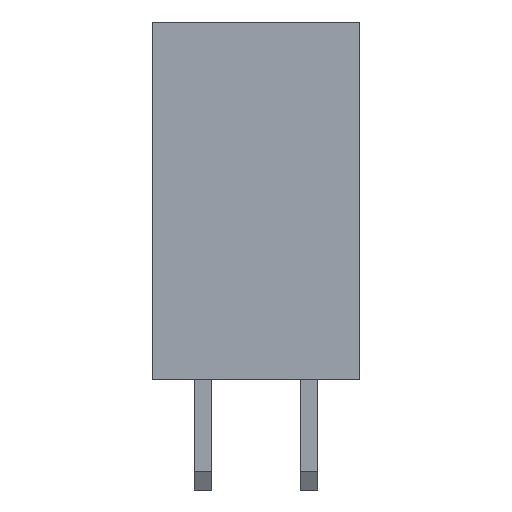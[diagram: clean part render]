
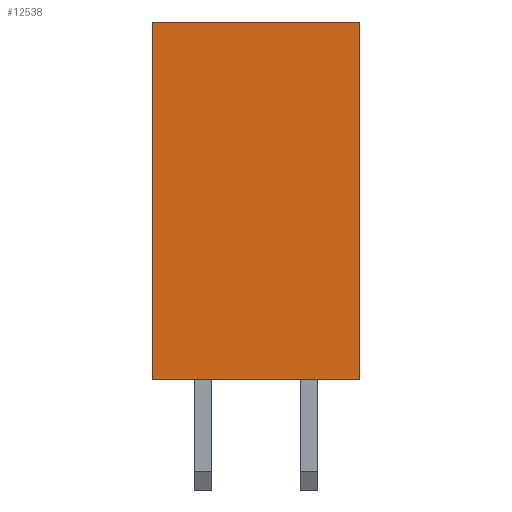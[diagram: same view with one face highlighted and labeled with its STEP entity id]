
A CAD part, left-side view. The second image highlights one B-rep face of the part: STEP entity #12538.
In plain terms, the highlighted planar face has unit normal (-1, 0, 0).
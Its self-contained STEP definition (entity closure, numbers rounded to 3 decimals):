
#428=FACE_OUTER_BOUND('',#1226,.T.);
#1226=EDGE_LOOP('',(#9343,#9344,#9345,#9346));
#1843=LINE('',#17238,#3583);
#1847=LINE('',#17247,#3587);
#2320=LINE('',#18184,#4060);
#2406=LINE('',#18347,#4146);
#3583=VECTOR('',#13965,1000.);
#3587=VECTOR('',#13971,1000.);
#4060=VECTOR('',#14716,1000.);
#4146=VECTOR('',#14908,1000.);
#5321=VERTEX_POINT('',#17235);
#5322=VERTEX_POINT('',#17237);
#5325=VERTEX_POINT('',#17244);
#5326=VERTEX_POINT('',#17246);
#6483=EDGE_CURVE('',#5321,#5322,#1843,.T.);
#6487=EDGE_CURVE('',#5326,#5325,#1847,.T.);
#6960=EDGE_CURVE('',#5326,#5321,#2320,.T.);
#7046=EDGE_CURVE('',#5325,#5322,#2406,.T.);
#9343=ORIENTED_EDGE('',*,*,#7046,.T.);
#9344=ORIENTED_EDGE('',*,*,#6483,.F.);
#9345=ORIENTED_EDGE('',*,*,#6960,.F.);
#9346=ORIENTED_EDGE('',*,*,#6487,.T.);
#11812=PLANE('',#13338);
#12538=ADVANCED_FACE('',(#428),#11812,.F.);
#13338=AXIS2_PLACEMENT_3D('',#18346,#14906,#14907);
#13965=DIRECTION('',(0.,0.,-1.));
#13971=DIRECTION('',(0.,0.,-1.));
#14716=DIRECTION('',(0.,-1.,0.));
#14906=DIRECTION('center_axis',(1.,0.,0.));
#14907=DIRECTION('ref_axis',(0.,1.,0.));
#14908=DIRECTION('',(0.,-1.,0.));
#17235=CARTESIAN_POINT('',(-23.114,-2.477,8.509));
#17237=CARTESIAN_POINT('',(-23.114,-2.477,0.));
#17238=CARTESIAN_POINT('',(-23.114,-2.477,8.509));
#17244=CARTESIAN_POINT('',(-23.114,2.477,0.));
#17246=CARTESIAN_POINT('',(-23.114,2.477,8.509));
#17247=CARTESIAN_POINT('',(-23.114,2.477,8.509));
#18184=CARTESIAN_POINT('',(-23.114,2.477,8.509));
#18346=CARTESIAN_POINT('Origin',(-23.114,2.477,8.509));
#18347=CARTESIAN_POINT('',(-23.114,2.477,0.));
